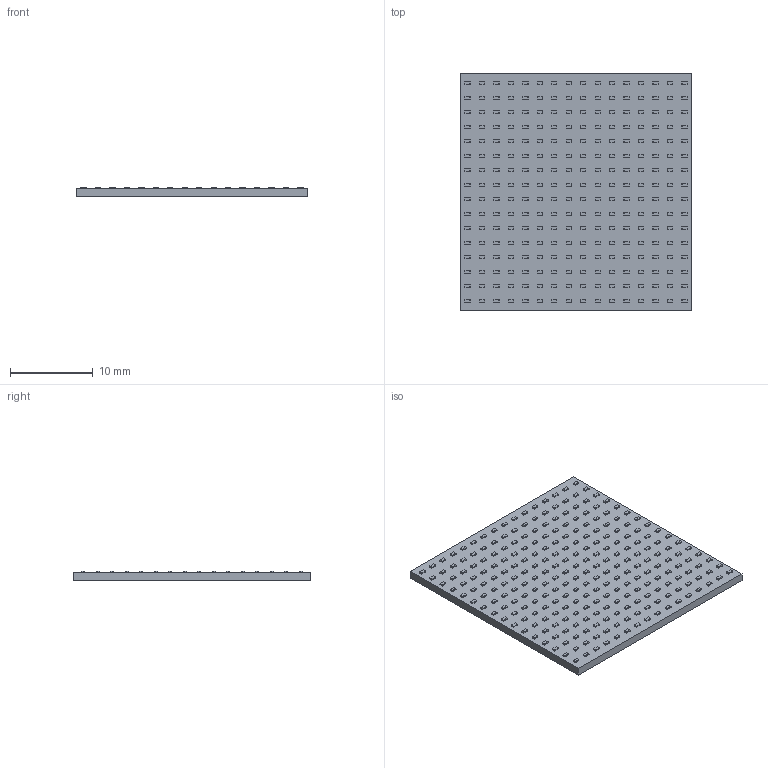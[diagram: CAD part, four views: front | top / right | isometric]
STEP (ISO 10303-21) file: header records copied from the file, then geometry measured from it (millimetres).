
FILE_DESCRIPTION(('KiCad electronic assembly'),'2;1');
FILE_NAME('rgb-led-panel.step','2021-11-28T04:42:30',('An Author'),( 'A Company'),'Open CASCADE STEP processor 7.5', 'KiCad to STEP converter','Unknown');
FILE_SCHEMA(('AUTOMOTIVE_DESIGN { 1 0 10303 214 1 1 1 1 }'));
Length unit declared in the file: millimetre
Products named in the file (4): Open CASCADE STEP translator 7.5 1; LED_0201_0603Metric; SOLID
Assembly tree (258 placements, depth 3):
  Open CASCADE STEP translator 7.5 1
    LED_0201_0603Metric  x256
      SOLID
    SOLID
Bounding box: 28 x 28.75 x 1.2 mm (x, y, z)
Volume: 815.8 mm3; surface area: 1935.7 mm2
Topology: 257 solids, 257 shells, 6150 faces, 13580 edges, 8712 vertices
Faces by surface type: plane 6150
Entity records: 3935 total; most frequent: DIRECTION 773, CARTESIAN_POINT 526, AXIS2_PLACEMENT_3D 289, PRODUCT_DEFINITION_SHAPE 262, CONTEXT_DEPENDENT_SHAPE_REPRESENTATION 258, ITEM_DEFINED_TRANSFORMATION 258, NEXT_ASSEMBLY_USAGE_OCCURRENCE 258, LINE 195
